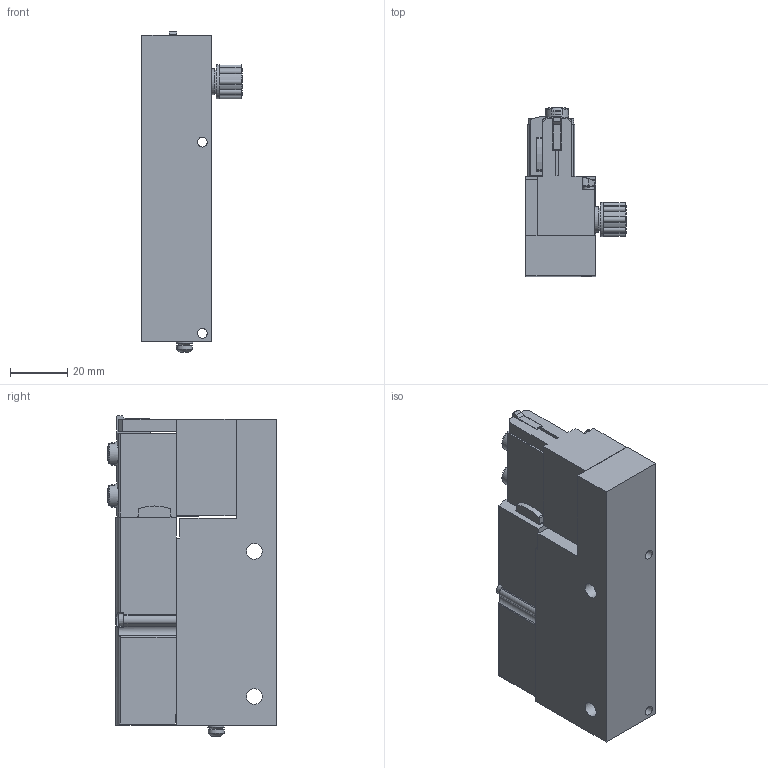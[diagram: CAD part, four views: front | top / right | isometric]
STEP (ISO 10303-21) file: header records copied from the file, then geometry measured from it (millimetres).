
FILE_DESCRIPTION(/* description */ ('STEP AP214'),/* implementation_level */ '2;1');
FILE_NAME(/* name */ '8023542_VMPA14-M1H-J-G1_8-PI',/* time_stamp */ '2024-09-16T17:17:36+02:00',/* author */ ('License CC BY-ND 4.0'),/* organization */ ('CADENAS'),/* preprocessor_version */ 'ST-DEVELOPER v19.3',/* originating_system */ 'PARTsolutions',/* authorisation */ ' ');
FILE_SCHEMA (('AUTOMOTIVE_DESIGN {1 0 10303 214 3 1 1}'));
Length unit declared in the file: millimetre
Products named in the file (10): 8023542 VMPA14-M1H-J-G1/8-PI; 8023666 VMPA14-IC-AP-1---(P); 573717 VMPA14-M1H-J-PI---(M1H)_2; 1305375 M2.5X24; 663203 VMPA14-EBOX-BG---(E); 681952 M2x14/4-RL-10.9; 681951 M2x14/4-RL-10.9; 678846 VMPA14-CAP---(C); 251570 SCHEIBE; 666579 F-M3x10-450
Assembly tree (11 placements, depth 2):
  8023542 VMPA14-M1H-J-G1/8-PI
    8023666 VMPA14-IC-AP-1---(P)
    573717 VMPA14-M1H-J-PI---(M1H)_2
    1305375 M2.5X24  x2
    663203 VMPA14-EBOX-BG---(E)
    681952 M2x14/4-RL-10.9  x2
    681951 M2x14/4-RL-10.9
    678846 VMPA14-CAP---(C)
    251570 SCHEIBE
    666579 F-M3x10-450
Bounding box: 35.1 x 59.04 x 112.3 mm (x, y, z)
Volume: 111785.4 mm3; surface area: 32589.1 mm2
Topology: 11 solids, 11 shells, 613 faces, 1470 edges, 941 vertices
Faces by surface type: plane 371, cylinder 150, cone 66, torus 18, sphere 8
Full cylindrical faces by diameter (mm): 0.65 x2, 0.8 x2, 1.567 x3, 1.69 x3, 2 x3, 2.013 x2, 2.1 x2, 2.2 x3, 2.3 x4, 2.5 x2, 2.6 x1, 2.8 x1, 3 x1, 3.2 x1, 3.4 x2, 3.9 x2, 4.134 x2, 4.5 x3, 5.3 x2, 5.5 x2, 5.6 x1, 5.8 x2, 6.1 x2, 6.4 x2, 6.917 x1, 8 x3, 8.1 x2, 8.566 x5, 9 x1, 10 x2
Entity records: 16016 total; most frequent: CARTESIAN_POINT 2838, DIRECTION 2742, ORIENTED_EDGE 2430, EDGE_CURVE 1215, AXIS2_PLACEMENT_3D 995, VERTEX_POINT 859, FACE_BOUND 782, EDGE_LOOP 774
